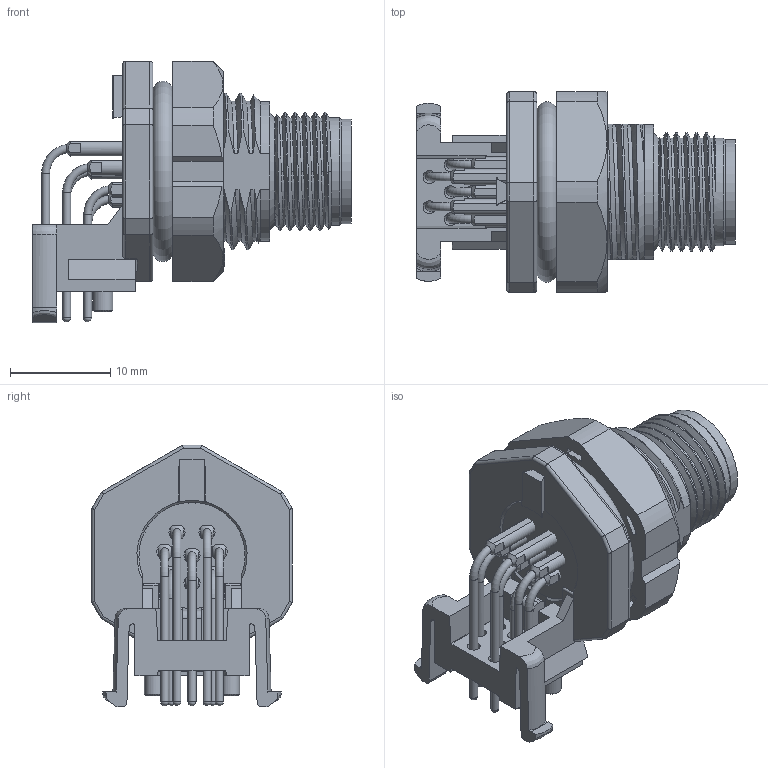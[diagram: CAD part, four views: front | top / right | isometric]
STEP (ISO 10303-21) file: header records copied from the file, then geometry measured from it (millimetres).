
FILE_DESCRIPTION(/* description */ ('Unknown'),/* implementation_level */ '2;1');
FILE_NAME(/* name */ '643230100408',/* time_stamp */ '2022-09-19T16:15:50+02:00',/* author */ ('Unknown'),/* organization */ ('Unknown'),/* preprocessor_version */ 'ST-DEVELOPER v18.102',/* originating_system */ 'Solid Edge',/* authorisation */ 'Unknown');
FILE_SCHEMA (('AUTOMOTIVE_DESIGN {1 0 10303 214 3 1 1}'));
Length unit declared in the file: millimetre
Products named in the file (12): 6432301004xx; 643230100408; 6432301004xx_Shell; 643230100408_Pin1; 6432301004xx_Resin; 643xx01004xx_Panel O-Ring; 643xx01004xx_Panel Nut; 643230100408_Pin8; 6432x0100408_Pin Holder; 643230100408_Pin5; 643230100408_Pin4; 643230100408_Pin3
Assembly tree (14 placements, depth 2):
  6432301004xx
    643230100408
    6432301004xx_Shell
    643230100408_Pin1  x2
    6432301004xx_Resin
    643xx01004xx_Panel O-Ring
    643xx01004xx_Panel Nut
    643230100408_Pin8
    6432x0100408_Pin Holder
    643230100408_Pin5
    643230100408_Pin4  x2
    643230100408_Pin3  x2
Bounding box: 31.8 x 20 x 26.1 mm (x, y, z)
Volume: 4820.3 mm3; surface area: 7615.6 mm2
Topology: 14 solids, 14 shells, 885 faces, 2307 edges, 1501 vertices
Faces by surface type: plane 498, cylinder 238, cone 62, bspline 46, torus 35, sphere 6
Full cylindrical faces by diameter (mm): 0.8 x30, 0.804 x2, 1.26 x8, 1.3 x16, 1.58 x8, 2 x2, 8.3 x1, 9.34 x1, 9.44 x1, 9.5 x2, 10.45 x1, 10.76 x6, 16 x3
Entity records: 31144 total; most frequent: CARTESIAN_POINT 11930, ORIENTED_EDGE 3870, DIRECTION 3747, EDGE_CURVE 1935, VERTEX_POINT 1328, LINE 1249, VECTOR 1249, AXIS2_PLACEMENT_3D 1249
